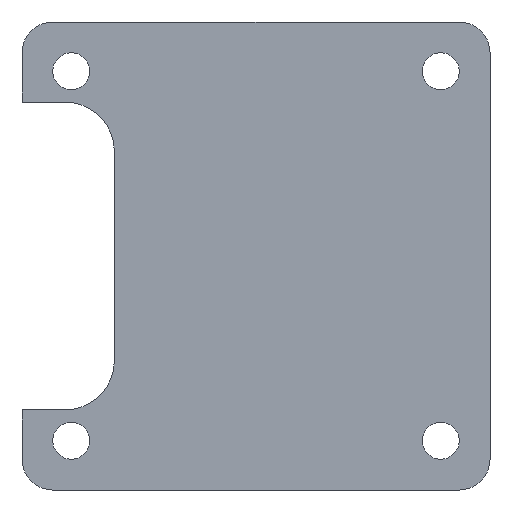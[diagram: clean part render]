
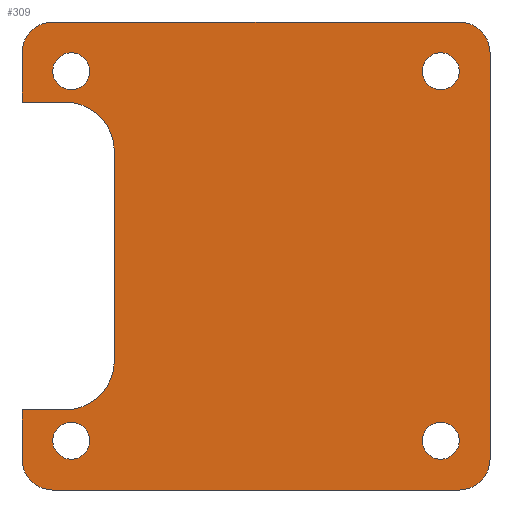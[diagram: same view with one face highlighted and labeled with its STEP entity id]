
A CAD part, front view. The second image highlights one B-rep face of the part: STEP entity #309.
In plain terms, the highlighted planar face has unit normal (0, -1, 0).
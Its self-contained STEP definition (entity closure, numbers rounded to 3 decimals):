
#309=ADVANCED_FACE('',(#642,#644,#646,#648,#650),#652,.F.);
#642=FACE_BOUND('',#643,.T.);
#643=EDGE_LOOP('',(#923,#924,#925,#926,#927,#928,#929,#930,#931,#932,#933,#934,#935,
#936));
#644=FACE_BOUND('',#645,.T.);
#645=EDGE_LOOP('',(#937));
#646=FACE_BOUND('',#647,.T.);
#647=EDGE_LOOP('',(#938));
#648=FACE_BOUND('',#649,.T.);
#649=EDGE_LOOP('',(#939));
#650=FACE_BOUND('',#651,.T.);
#651=EDGE_LOOP('',(#940));
#652=PLANE('',#653);
#653=AXIS2_PLACEMENT_3D('',#654,#655,#656);
#654=CARTESIAN_POINT('',(0.,0.,0.));
#655=DIRECTION('',(0.,1.,0.));
#656=DIRECTION('',(-1.,0.,0.));
#923=ORIENTED_EDGE('',*,*,#1049,.T.);
#924=ORIENTED_EDGE('',*,*,#1047,.T.);
#925=ORIENTED_EDGE('',*,*,#1045,.T.);
#926=ORIENTED_EDGE('',*,*,#1041,.T.);
#927=ORIENTED_EDGE('',*,*,#1091,.F.);
#928=ORIENTED_EDGE('',*,*,#1092,.F.);
#929=ORIENTED_EDGE('',*,*,#1083,.F.);
#930=ORIENTED_EDGE('',*,*,#1093,.F.);
#931=ORIENTED_EDGE('',*,*,#1071,.F.);
#932=ORIENTED_EDGE('',*,*,#1094,.F.);
#933=ORIENTED_EDGE('',*,*,#1059,.F.);
#934=ORIENTED_EDGE('',*,*,#1095,.F.);
#935=ORIENTED_EDGE('',*,*,#1096,.F.);
#936=ORIENTED_EDGE('',*,*,#1054,.T.);
#937=ORIENTED_EDGE('',*,*,#1097,.T.);
#938=ORIENTED_EDGE('',*,*,#1098,.T.);
#939=ORIENTED_EDGE('',*,*,#1099,.T.);
#940=ORIENTED_EDGE('',*,*,#1100,.T.);
#1041=EDGE_CURVE('',#1194,#1195,#1196,.T.);
#1045=EDGE_CURVE('',#1201,#1194,#1202,.T.);
#1047=EDGE_CURVE('',#1204,#1201,#1205,.T.);
#1049=EDGE_CURVE('',#1207,#1204,#1208,.T.);
#1054=EDGE_CURVE('',#1210,#1207,#1216,.T.);
#1059=EDGE_CURVE('',#1223,#1224,#1225,.T.);
#1071=EDGE_CURVE('',#1243,#1244,#1245,.T.);
#1083=EDGE_CURVE('',#1263,#1264,#1265,.T.);
#1091=EDGE_CURVE('',#1277,#1195,#1278,.T.);
#1092=EDGE_CURVE('',#1264,#1277,#1279,.T.);
#1093=EDGE_CURVE('',#1244,#1263,#1280,.T.);
#1094=EDGE_CURVE('',#1224,#1243,#1281,.T.);
#1095=EDGE_CURVE('',#1282,#1223,#1283,.T.);
#1096=EDGE_CURVE('',#1210,#1282,#1284,.T.);
#1097=EDGE_CURVE('',#1285,#1285,#1286,.T.);
#1098=EDGE_CURVE('',#1287,#1287,#1288,.T.);
#1099=EDGE_CURVE('',#1289,#1289,#1290,.T.);
#1100=EDGE_CURVE('',#1291,#1291,#1292,.T.);
#1194=VERTEX_POINT('',#1499);
#1195=VERTEX_POINT('',#1500);
#1196=LINE('',#1501,#1502);
#1201=VERTEX_POINT('',#1514);
#1202=CIRCLE('',#1515,4.);
#1204=VERTEX_POINT('',#1522);
#1205=LINE('',#1523,#1524);
#1207=VERTEX_POINT('',#1529);
#1208=CIRCLE('',#1530,4.);
#1210=VERTEX_POINT('',#1537);
#1216=LINE('',#1549,#1550);
#1223=VERTEX_POINT('',#1567);
#1224=VERTEX_POINT('',#1568);
#1225=LINE('',#1569,#1570);
#1243=VERTEX_POINT('',#1612);
#1244=VERTEX_POINT('',#1613);
#1245=LINE('',#1614,#1615);
#1263=VERTEX_POINT('',#1657);
#1264=VERTEX_POINT('',#1658);
#1265=LINE('',#1659,#1660);
#1277=VERTEX_POINT('',#1689);
#1278=LINE('',#1690,#1691);
#1279=CIRCLE('',#1693,2.5);
#1280=CIRCLE('',#1697,2.5);
#1281=CIRCLE('',#1701,2.5);
#1282=VERTEX_POINT('',#1705);
#1283=CIRCLE('',#1706,2.5);
#1284=LINE('',#1710,#1711);
#1285=VERTEX_POINT('',#1713);
#1286=CIRCLE('',#1714,1.5);
#1287=VERTEX_POINT('',#1718);
#1288=CIRCLE('',#1719,1.5);
#1289=VERTEX_POINT('',#1723);
#1290=CIRCLE('',#1724,1.5);
#1291=VERTEX_POINT('',#1728);
#1292=CIRCLE('',#1729,1.5);
#1499=CARTESIAN_POINT('',(-15.5,0.,-12.5));
#1500=CARTESIAN_POINT('',(-19.,0.,-12.5));
#1501=CARTESIAN_POINT('',(-15.5,0.,-12.5));
#1502=VECTOR('',#1503,1.);
#1503=DIRECTION('',(-1.,0.,0.));
#1514=CARTESIAN_POINT('',(-11.5,0.,-8.5));
#1515=AXIS2_PLACEMENT_3D('',#1516,#1517,#1518);
#1516=CARTESIAN_POINT('',(-15.5,0.,-8.5));
#1517=DIRECTION('',(0.,1.,0.));
#1518=DIRECTION('',(1.,0.,0.));
#1522=CARTESIAN_POINT('',(-11.5,0.,8.5));
#1523=CARTESIAN_POINT('',(-11.5,0.,8.5));
#1524=VECTOR('',#1525,1.);
#1525=DIRECTION('',(0.,0.,-1.));
#1529=CARTESIAN_POINT('',(-15.5,0.,12.5));
#1530=AXIS2_PLACEMENT_3D('',#1531,#1532,#1533);
#1531=CARTESIAN_POINT('',(-15.5,0.,8.5));
#1532=DIRECTION('',(0.,1.,0.));
#1533=DIRECTION('',(0.,0.,1.));
#1537=CARTESIAN_POINT('',(-19.,0.,12.5));
#1549=CARTESIAN_POINT('',(-19.,0.,12.5));
#1550=VECTOR('',#1551,1.);
#1551=DIRECTION('',(1.,0.,0.));
#1567=CARTESIAN_POINT('',(-16.5,0.,19.));
#1568=CARTESIAN_POINT('',(16.5,0.,19.));
#1569=CARTESIAN_POINT('',(-16.5,0.,19.));
#1570=VECTOR('',#1571,1.);
#1571=DIRECTION('',(1.,0.,0.));
#1612=CARTESIAN_POINT('',(19.,0.,16.5));
#1613=CARTESIAN_POINT('',(19.,0.,-16.5));
#1614=CARTESIAN_POINT('',(19.,0.,16.5));
#1615=VECTOR('',#1616,1.);
#1616=DIRECTION('',(0.,0.,-1.));
#1657=CARTESIAN_POINT('',(16.5,0.,-19.));
#1658=CARTESIAN_POINT('',(-16.5,0.,-19.));
#1659=CARTESIAN_POINT('',(16.5,0.,-19.));
#1660=VECTOR('',#1661,1.);
#1661=DIRECTION('',(-1.,0.,0.));
#1689=CARTESIAN_POINT('',(-19.,0.,-16.5));
#1690=CARTESIAN_POINT('',(-19.,0.,-16.5));
#1691=VECTOR('',#1692,1.);
#1692=DIRECTION('',(0.,0.,1.));
#1693=AXIS2_PLACEMENT_3D('',#1694,#1695,#1696);
#1694=CARTESIAN_POINT('',(-16.5,0.,-16.5));
#1695=DIRECTION('',(0.,1.,0.));
#1696=DIRECTION('',(0.,0.,-1.));
#1697=AXIS2_PLACEMENT_3D('',#1698,#1699,#1700);
#1698=CARTESIAN_POINT('',(16.5,0.,-16.5));
#1699=DIRECTION('',(0.,1.,0.));
#1700=DIRECTION('',(1.,0.,0.));
#1701=AXIS2_PLACEMENT_3D('',#1702,#1703,#1704);
#1702=CARTESIAN_POINT('',(16.5,0.,16.5));
#1703=DIRECTION('',(0.,1.,0.));
#1704=DIRECTION('',(0.,0.,1.));
#1705=CARTESIAN_POINT('',(-19.,0.,16.5));
#1706=AXIS2_PLACEMENT_3D('',#1707,#1708,#1709);
#1707=CARTESIAN_POINT('',(-16.5,0.,16.5));
#1708=DIRECTION('',(0.,1.,0.));
#1709=DIRECTION('',(-1.,0.,0.));
#1710=CARTESIAN_POINT('',(-19.,0.,12.5));
#1711=VECTOR('',#1712,1.);
#1712=DIRECTION('',(0.,0.,1.));
#1713=CARTESIAN_POINT('',(16.5,0.,-15.));
#1714=AXIS2_PLACEMENT_3D('',#1715,#1716,#1717);
#1715=CARTESIAN_POINT('',(15.,0.,-15.));
#1716=DIRECTION('',(0.,1.,0.));
#1717=DIRECTION('',(1.,0.,0.));
#1718=CARTESIAN_POINT('',(16.5,0.,15.));
#1719=AXIS2_PLACEMENT_3D('',#1720,#1721,#1722);
#1720=CARTESIAN_POINT('',(15.,0.,15.));
#1721=DIRECTION('',(0.,1.,0.));
#1722=DIRECTION('',(1.,0.,0.));
#1723=CARTESIAN_POINT('',(-13.5,0.,15.));
#1724=AXIS2_PLACEMENT_3D('',#1725,#1726,#1727);
#1725=CARTESIAN_POINT('',(-15.,0.,15.));
#1726=DIRECTION('',(0.,1.,0.));
#1727=DIRECTION('',(1.,0.,0.));
#1728=CARTESIAN_POINT('',(-13.5,0.,-15.));
#1729=AXIS2_PLACEMENT_3D('',#1730,#1731,#1732);
#1730=CARTESIAN_POINT('',(-15.,0.,-15.));
#1731=DIRECTION('',(0.,1.,0.));
#1732=DIRECTION('',(1.,0.,0.));
